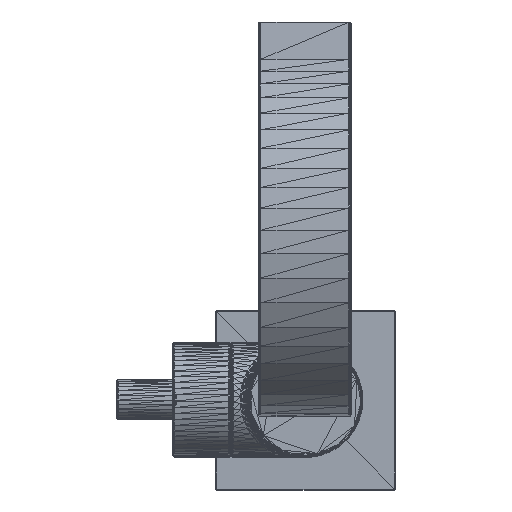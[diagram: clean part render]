
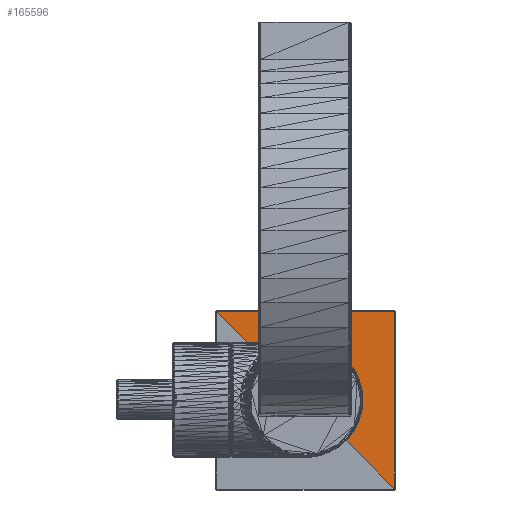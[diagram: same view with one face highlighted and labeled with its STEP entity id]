
A CAD part, top view. The second image highlights one B-rep face of the part: STEP entity #165596.
In plain terms, the highlighted planar face has unit normal (0, 0, 1).
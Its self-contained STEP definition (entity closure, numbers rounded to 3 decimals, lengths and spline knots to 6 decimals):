
#165596 = ADVANCED_FACE('',(#165597),#165623,.T.);
#165597 = FACE_BOUND('',#165598,.T.);
#165598 = EDGE_LOOP('',(#165599,#165609,#165617));
#165599 = ORIENTED_EDGE('',*,*,#165600,.T.);
#165600 = EDGE_CURVE('',#165601,#165603,#165605,.T.);
#165601 = VERTEX_POINT('',#165602);
#165602 = CARTESIAN_POINT('',(-0.001314,-0.001842,
    -0.01101));
#165603 = VERTEX_POINT('',#165604);
#165604 = CARTESIAN_POINT('',(0.004626,-0.007782,
    -0.01101));
#165605 = LINE('',#165606,#165607);
#165606 = CARTESIAN_POINT('',(-0.001314,-0.001842,
    -0.01101));
#165607 = VECTOR('',#165608,0.001);
#165608 = DIRECTION('',(0.707,-0.707,0.));
#165609 = ORIENTED_EDGE('',*,*,#165610,.T.);
#165610 = EDGE_CURVE('',#165603,#165611,#165613,.T.);
#165611 = VERTEX_POINT('',#165612);
#165612 = CARTESIAN_POINT('',(0.004626,-0.001842,
    -0.01101));
#165613 = LINE('',#165614,#165615);
#165614 = CARTESIAN_POINT('',(0.004626,-0.007782,
    -0.01101));
#165615 = VECTOR('',#165616,0.001);
#165616 = DIRECTION('',(0.,1.,0.));
#165617 = ORIENTED_EDGE('',*,*,#165618,.T.);
#165618 = EDGE_CURVE('',#165611,#165601,#165619,.T.);
#165619 = LINE('',#165620,#165621);
#165620 = CARTESIAN_POINT('',(0.004626,-0.001842,
    -0.01101));
#165621 = VECTOR('',#165622,0.001);
#165622 = DIRECTION('',(-1.,0.,0.));
#165623 = PLANE('',#165624);
#165624 = AXIS2_PLACEMENT_3D('',#165625,#165626,#165627);
#165625 = CARTESIAN_POINT('',(0.002526,-0.003942,
    -0.01101));
#165626 = DIRECTION('',(0.,0.,1.));
#165627 = DIRECTION('',(1.,0.,0.));
